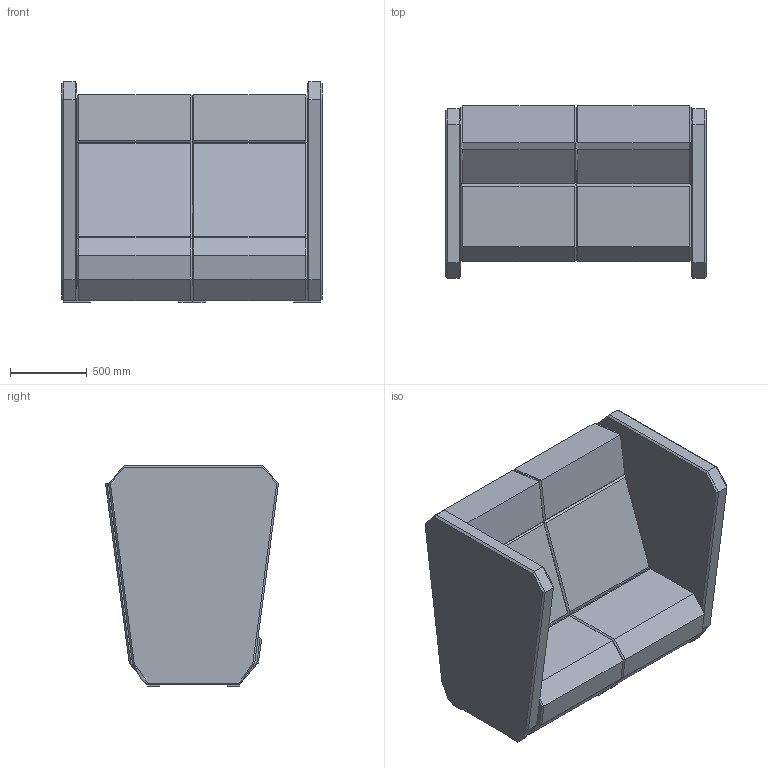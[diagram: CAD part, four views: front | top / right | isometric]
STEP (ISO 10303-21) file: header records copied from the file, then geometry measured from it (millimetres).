
FILE_DESCRIPTION(/* description */ (''),/* implementation_level */ '2;1');
FILE_NAME(/* name */ 'KM2-BR~1',/* time_stamp */ '2015-10-05T16:25:02+02:00',/* author */ (''),/* organization */ (''),/* preprocessor_version */ 'ST-DEVELOPER v15',/* originating_system */ '',/* authorisation */ '');
FILE_SCHEMA (('CONFIG_CONTROL_DESIGN'));
Length unit declared in the file: millimetre
Products named in the file (1): Document
Bounding box: 1700 x 1128.03 x 1439 mm (x, y, z)
Volume: 959530187.1 mm3; surface area: 15319646.2 mm2
Topology: 10 solids, 14 shells, 240 faces, 595 edges, 348 vertices
Faces by surface type: bspline 202, plane 38
Entity records: 8689 total; most frequent: CARTESIAN_POINT 5633, ORIENTED_EDGE 1088, EDGE_CURVE 560, VERTEX_POINT 344, ADVANCED_FACE 240, FACE_OUTER_BOUND 240, EDGE_LOOP 240, B_SPLINE_CURVE_WITH_KNOTS 76
